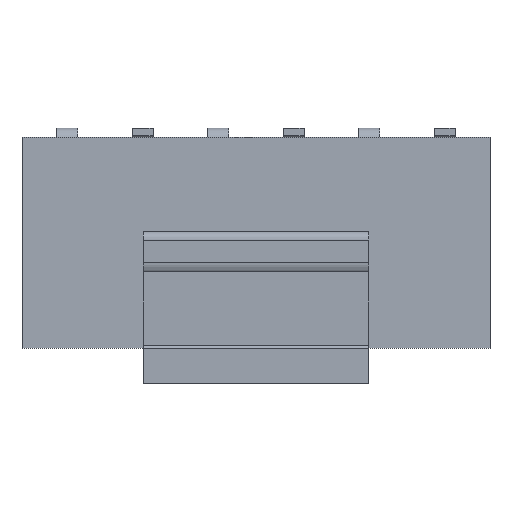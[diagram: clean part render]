
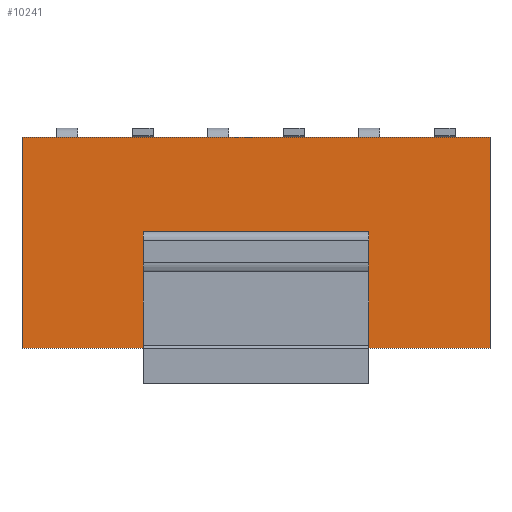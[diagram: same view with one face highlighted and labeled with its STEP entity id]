
A CAD part, left-side view. The second image highlights one B-rep face of the part: STEP entity #10241.
In plain terms, the highlighted planar face has unit normal (-1, 0, 0).
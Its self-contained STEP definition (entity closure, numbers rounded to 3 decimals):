
#7891=DIRECTION('',(0.,0.,-1.));
#7892=VECTOR('',#7891,7.1);
#7893=CARTESIAN_POINT('',(10.904,18.28,27.015));
#7894=LINE('',#7893,#7892);
#7947=DIRECTION('',(0.,0.,-1.));
#7948=VECTOR('',#7947,7.1);
#7949=CARTESIAN_POINT('',(10.904,2.54,27.015));
#7950=LINE('',#7949,#7948);
#7954=DIRECTION('',(0.,-1.,0.));
#7955=VECTOR('',#7954,15.74);
#7956=CARTESIAN_POINT('',(10.904,18.28,27.015));
#7957=LINE('',#7956,#7955);
#7968=DIRECTION('',(0.,-1.,0.));
#7969=VECTOR('',#7968,15.74);
#7970=CARTESIAN_POINT('',(10.904,18.28,19.915));
#7971=LINE('',#7970,#7969);
#9585=CARTESIAN_POINT('',(10.904,2.54,27.015));
#9587=VERTEX_POINT('',#9585);
#9588=CARTESIAN_POINT('',(10.904,18.28,27.015));
#9589=VERTEX_POINT('',#9588);
#9644=CARTESIAN_POINT('',(10.904,2.54,19.915));
#9645=VERTEX_POINT('',#9644);
#9718=CARTESIAN_POINT('',(10.904,18.28,19.915));
#9719=VERTEX_POINT('',#9718);
#10229=CARTESIAN_POINT('',(10.904,2.54,19.915));
#10230=DIRECTION('',(-1.,0.,0.));
#10231=DIRECTION('',(0.,0.,1.));
#10232=AXIS2_PLACEMENT_3D('',#10229,#10230,#10231);
#10233=PLANE('',#10232);
#10234=ORIENTED_EDGE('',*,*,#10059,.T.);
#10236=ORIENTED_EDGE('',*,*,#10235,.F.);
#10237=ORIENTED_EDGE('',*,*,#10194,.F.);
#10238=ORIENTED_EDGE('',*,*,#9978,.T.);
#10239=EDGE_LOOP('',(#10234,#10236,#10237,#10238));
#10240=FACE_OUTER_BOUND('',#10239,.F.);
#9978=EDGE_CURVE('',#9589,#9587,#7957,.T.);
#10059=EDGE_CURVE('',#9587,#9645,#7950,.T.);
#10194=EDGE_CURVE('',#9589,#9719,#7894,.T.);
#10235=EDGE_CURVE('',#9719,#9645,#7971,.T.);
#10241=ADVANCED_FACE('',(#10240),#10233,.T.);
